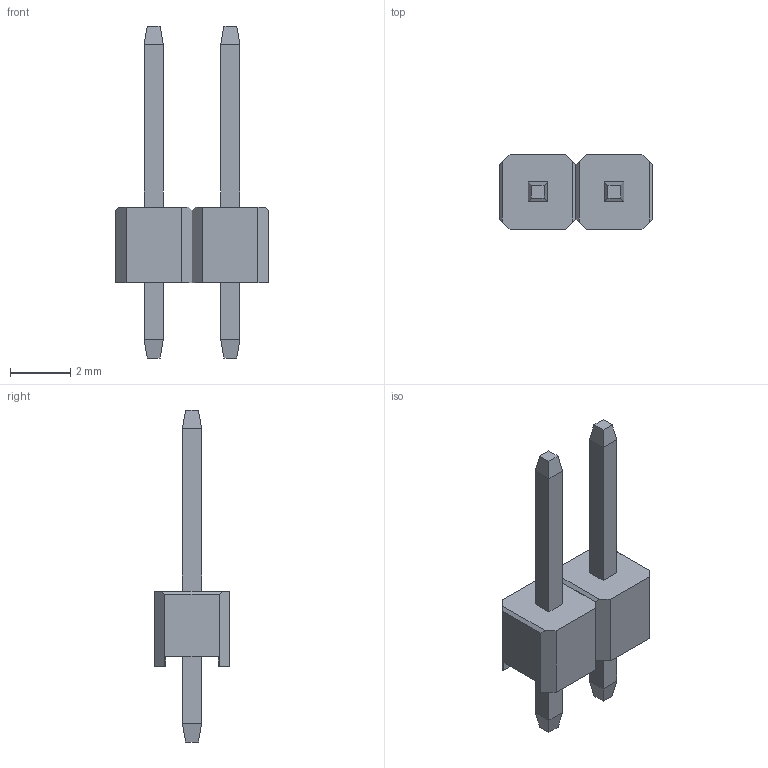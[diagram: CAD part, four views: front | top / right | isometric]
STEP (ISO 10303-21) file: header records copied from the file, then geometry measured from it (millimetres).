
FILE_DESCRIPTION (( 'STEP AP214' ), '1' );
FILE_NAME ('A30626AF-2F69-4C72-A075-7189886FBB09.STEP', '2008-06-23T12:15:36', ( 'sysAdmin' ), ( 'SolidWorks' ), 'SwSTEP 2.0', 'SolidWorks 2008', '' );
FILE_SCHEMA (( 'AUTOMOTIVE_DESIGN' ));
Length unit declared in the file: millimetre
Products named in the file (1): A30626AF-2F69-4C72-A075-7189886FBB09
Bounding box: 5.08 x 2.5 x 11 mm (x, y, z)
Volume: 34.5 mm3; surface area: 107.2 mm2
Topology: 1 solids, 1 shells, 61 faces, 147 edges, 92 vertices
Faces by surface type: plane 61
Entity records: 2015 total; most frequent: CARTESIAN_POINT 301, ORIENTED_EDGE 294, DIRECTION 271, LINE 147, VECTOR 147, EDGE_CURVE 147, VERTEX_POINT 92, EDGE_LOOP 65
